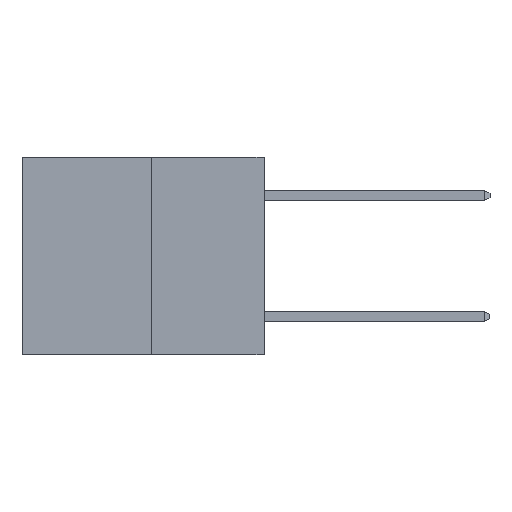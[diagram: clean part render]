
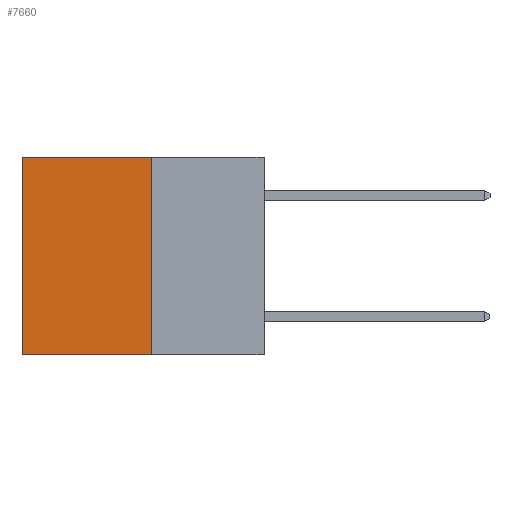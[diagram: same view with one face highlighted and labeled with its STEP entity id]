
A CAD part, left-side view. The second image highlights one B-rep face of the part: STEP entity #7660.
In plain terms, the highlighted planar face has unit normal (-1, 0, 0).
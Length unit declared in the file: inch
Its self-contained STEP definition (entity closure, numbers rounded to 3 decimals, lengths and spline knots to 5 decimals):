
#731 = CARTESIAN_POINT ( 'NONE',  ( 0.3165, 0.28, -0.49 ) ) ;
#850 = ORIENTED_EDGE ( 'NONE', *, *, #2735, .T. ) ;
#2303 = CARTESIAN_POINT ( 'NONE',  ( 0.3165, 0.6, -0.49 ) ) ;
#2347 = ORIENTED_EDGE ( 'NONE', *, *, #12740, .T. ) ;
#2735 = EDGE_CURVE ( 'NONE', #15961, #7470, #7440, .T. ) ;
#2927 = VECTOR ( 'NONE', #6812, 39.37008 ) ;
#6812 = DIRECTION ( 'NONE',  ( 0., 0., -1. ) ) ;
#7101 = LINE ( 'NONE', #18187, #2927 ) ;
#7440 = LINE ( 'NONE', #16479, #16365 ) ;
#7470 = VERTEX_POINT ( 'NONE', #7893 ) ;
#7625 = ORIENTED_EDGE ( 'NONE', *, *, #10327, .F. ) ;
#7660 = ADVANCED_FACE ( 'NONE', ( #15020 ), #8476, .F. ) ;
#7893 = CARTESIAN_POINT ( 'NONE',  ( 0.3165, 0.6, 0. ) ) ;
#8476 = PLANE ( 'NONE',  #14381 ) ;
#9147 = ORIENTED_EDGE ( 'NONE', *, *, #13834, .F. ) ;
#10327 = EDGE_CURVE ( 'NONE', #15961, #16548, #7101, .T. ) ;
#11321 = DIRECTION ( 'NONE',  ( 0., 0., -1. ) ) ;
#11384 = DIRECTION ( 'NONE',  ( 0., 0., -1. ) ) ;
#11460 = VECTOR ( 'NONE', #15840, 39.37008 ) ;
#11530 = CARTESIAN_POINT ( 'NONE',  ( 0.3165, 0.28, -0.49 ) ) ;
#12740 = EDGE_CURVE ( 'NONE', #7470, #12891, #14537, .T. ) ;
#12891 = VERTEX_POINT ( 'NONE', #13016 ) ;
#13016 = CARTESIAN_POINT ( 'NONE',  ( 0.3165, 0.6, -0.49 ) ) ;
#13329 = DIRECTION ( 'NONE',  ( 0., 1., 0. ) ) ;
#13834 = EDGE_CURVE ( 'NONE', #16548, #12891, #15436, .T. ) ;
#14251 = DIRECTION ( 'NONE',  ( 1., 0., 0. ) ) ;
#14381 = AXIS2_PLACEMENT_3D ( 'NONE', #15891, #14251, #11321 ) ;
#14537 = LINE ( 'NONE', #2303, #16419 ) ;
#15020 = FACE_OUTER_BOUND ( 'NONE', #19161, .T. ) ;
#15436 = LINE ( 'NONE', #11530, #11460 ) ;
#15840 = DIRECTION ( 'NONE',  ( 0., 1., 0. ) ) ;
#15891 = CARTESIAN_POINT ( 'NONE',  ( 0.3165, 0.28, -0.49 ) ) ;
#15961 = VERTEX_POINT ( 'NONE', #17619 ) ;
#16365 = VECTOR ( 'NONE', #13329, 39.37008 ) ;
#16419 = VECTOR ( 'NONE', #11384, 39.37008 ) ;
#16479 = CARTESIAN_POINT ( 'NONE',  ( 0.3165, 0.28, 0. ) ) ;
#16548 = VERTEX_POINT ( 'NONE', #731 ) ;
#17619 = CARTESIAN_POINT ( 'NONE',  ( 0.3165, 0.28, 0. ) ) ;
#18187 = CARTESIAN_POINT ( 'NONE',  ( 0.3165, 0.28, -0.49 ) ) ;
#19161 = EDGE_LOOP ( 'NONE', ( #2347, #9147, #7625, #850 ) ) ;
